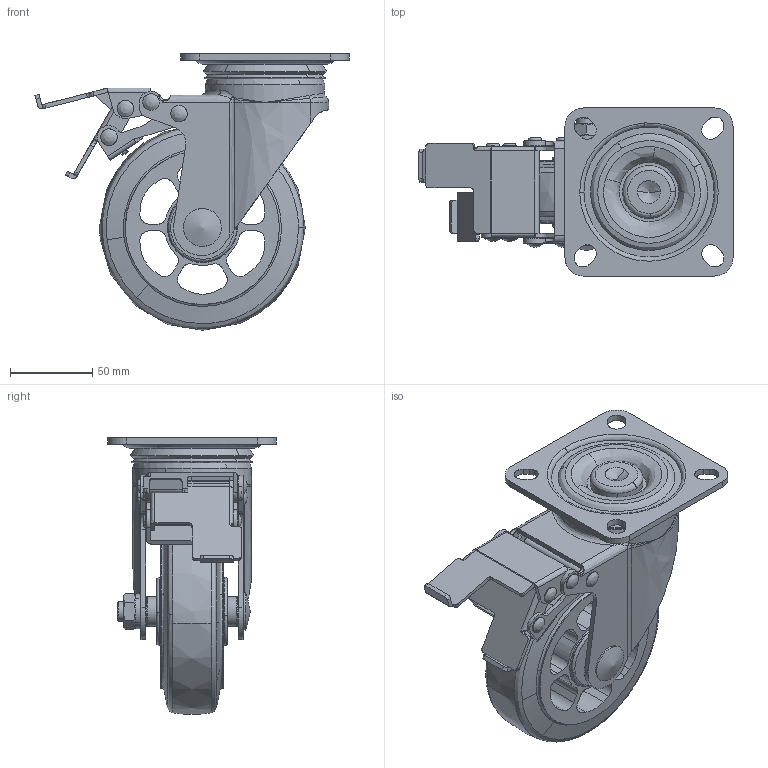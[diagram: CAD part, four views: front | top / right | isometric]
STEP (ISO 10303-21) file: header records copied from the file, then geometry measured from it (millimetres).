
FILE_DESCRIPTION((''),'2;1');
FILE_NAME('','2006-11-09T14:25:12',(''),(''),'','CADfix','');
FILE_SCHEMA(('AUTOMOTIVE_DESIGN'));
Length unit declared in the file: millimetre
Products named in the file (7): lever; wheel; mounting plate; main shaft; body; axle; 315S_ARB125_23696_36
Assembly tree (6 placements, depth 2):
  315S_ARB125_23696_36
    lever
    wheel
    mounting plate
    main shaft
    body
    axle
Bounding box: 190.62 x 102 x 167.89 mm (x, y, z)
Volume: 526060.3 mm3; surface area: 149365.2 mm2
Topology: 6 solids, 6 shells, 516 faces, 1784 edges, 1296 vertices
Faces by surface type: bspline 516
Entity records: 28924 total; most frequent: CARTESIAN_POINT 18483, ORIENTED_EDGE 3530, EDGE_CURVE 1765, VERTEX_POINT 1296, B_SPLINE_CURVE_WITH_KNOTS 1158, EDGE_LOOP 601, QUASI_UNIFORM_CURVE 599, FACE_OUTER_BOUND 516
